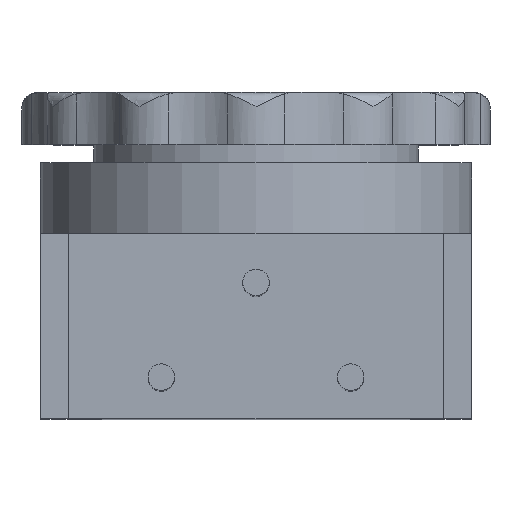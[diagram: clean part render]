
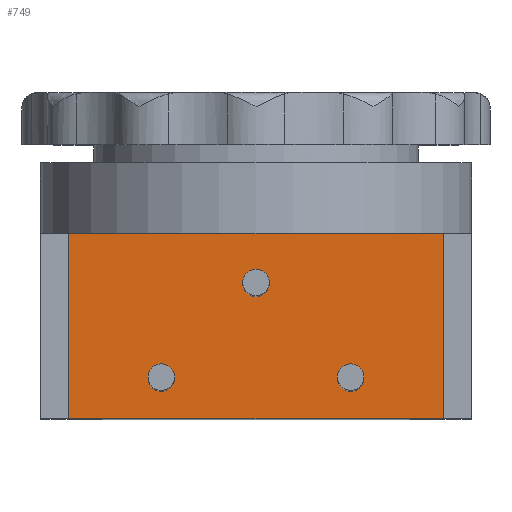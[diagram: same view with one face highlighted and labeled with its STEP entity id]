
A CAD part, top view. The second image highlights one B-rep face of the part: STEP entity #749.
In plain terms, the highlighted planar face has unit normal (0, 0, 1).
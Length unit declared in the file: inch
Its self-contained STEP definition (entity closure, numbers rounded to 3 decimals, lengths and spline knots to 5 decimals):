
#58=DIRECTION('',(-1.,0.,0.));
#59=VECTOR('',#58,0.396);
#60=CARTESIAN_POINT('',(0.198,0.196,0.277));
#61=LINE('',#60,#59);
#133=DIRECTION('',(0.,-1.,0.));
#134=VECTOR('',#133,0.196);
#135=CARTESIAN_POINT('',(-0.198,0.196,0.277));
#136=LINE('',#135,#134);
#137=DIRECTION('',(-1.,0.,0.));
#138=VECTOR('',#137,0.396);
#139=CARTESIAN_POINT('',(0.198,0.,0.277));
#140=LINE('',#139,#138);
#141=DIRECTION('',(0.,-1.,0.));
#142=VECTOR('',#141,0.196);
#143=CARTESIAN_POINT('',(0.198,0.196,0.277));
#144=LINE('',#143,#142);
#145=CARTESIAN_POINT('',(-0.1,0.043,0.277));
#146=DIRECTION('',(0.,0.,1.));
#147=DIRECTION('',(1.,0.,0.));
#148=AXIS2_PLACEMENT_3D('',#145,#146,#147);
#150=CARTESIAN_POINT('',(-0.1,0.043,0.277));
#151=DIRECTION('',(0.,0.,1.));
#152=DIRECTION('',(-1.,0.,0.));
#153=AXIS2_PLACEMENT_3D('',#150,#151,#152);
#155=CARTESIAN_POINT('',(0.,0.143,0.277));
#156=DIRECTION('',(0.,0.,1.));
#157=DIRECTION('',(1.,0.,0.));
#158=AXIS2_PLACEMENT_3D('',#155,#156,#157);
#160=CARTESIAN_POINT('',(0.,0.143,0.277));
#161=DIRECTION('',(0.,0.,1.));
#162=DIRECTION('',(-1.,0.,0.));
#163=AXIS2_PLACEMENT_3D('',#160,#161,#162);
#165=CARTESIAN_POINT('',(0.1,0.043,0.277));
#166=DIRECTION('',(0.,0.,1.));
#167=DIRECTION('',(1.,0.,0.));
#168=AXIS2_PLACEMENT_3D('',#165,#166,#167);
#170=CARTESIAN_POINT('',(0.1,0.043,0.277));
#171=DIRECTION('',(0.,0.,1.));
#172=DIRECTION('',(-1.,0.,0.));
#173=AXIS2_PLACEMENT_3D('',#170,#171,#172);
#429=CARTESIAN_POINT('',(0.198,0.196,0.277));
#430=VERTEX_POINT('',#429);
#431=CARTESIAN_POINT('',(-0.198,0.196,0.277));
#432=VERTEX_POINT('',#431);
#443=CARTESIAN_POINT('',(-0.198,0.,0.277));
#444=VERTEX_POINT('',#443);
#445=CARTESIAN_POINT('',(0.198,0.,0.277));
#446=VERTEX_POINT('',#445);
#463=CARTESIAN_POINT('',(-0.086,0.043,0.277));
#464=CARTESIAN_POINT('',(-0.114,0.043,0.277));
#465=VERTEX_POINT('',#463);
#466=VERTEX_POINT('',#464);
#467=CARTESIAN_POINT('',(0.014,0.143,0.277));
#468=CARTESIAN_POINT('',(-0.014,0.143,0.277));
#469=VERTEX_POINT('',#467);
#470=VERTEX_POINT('',#468);
#471=CARTESIAN_POINT('',(0.114,0.043,0.277));
#472=CARTESIAN_POINT('',(0.086,0.043,0.277));
#473=VERTEX_POINT('',#471);
#474=VERTEX_POINT('',#472);
#719=CARTESIAN_POINT('',(-0.198,0.,0.277));
#720=DIRECTION('',(0.,0.,1.));
#721=DIRECTION('',(1.,0.,0.));
#722=AXIS2_PLACEMENT_3D('',#719,#720,#721);
#723=PLANE('',#722);
#724=ORIENTED_EDGE('',*,*,#650,.T.);
#725=ORIENTED_EDGE('',*,*,#714,.F.);
#726=ORIENTED_EDGE('',*,*,#602,.F.);
#728=ORIENTED_EDGE('',*,*,#727,.T.);
#729=EDGE_LOOP('',(#724,#725,#726,#728));
#730=FACE_OUTER_BOUND('',#729,.F.);
#732=ORIENTED_EDGE('',*,*,#731,.T.);
#734=ORIENTED_EDGE('',*,*,#733,.T.);
#735=EDGE_LOOP('',(#732,#734));
#736=FACE_BOUND('',#735,.F.);
#738=ORIENTED_EDGE('',*,*,#737,.T.);
#740=ORIENTED_EDGE('',*,*,#739,.T.);
#741=EDGE_LOOP('',(#738,#740));
#742=FACE_BOUND('',#741,.F.);
#744=ORIENTED_EDGE('',*,*,#743,.T.);
#746=ORIENTED_EDGE('',*,*,#745,.T.);
#747=EDGE_LOOP('',(#744,#746));
#748=FACE_BOUND('',#747,.F.);
#749=ADVANCED_FACE('',(#730,#736,#742,#748),#723,.T.);
#149=CIRCLE('',#148,0.014);
#154=CIRCLE('',#153,0.014);
#159=CIRCLE('',#158,0.014);
#164=CIRCLE('',#163,0.014);
#169=CIRCLE('',#168,0.014);
#174=CIRCLE('',#173,0.014);
#602=EDGE_CURVE('',#430,#432,#61,.T.);
#650=EDGE_CURVE('',#446,#444,#140,.T.);
#714=EDGE_CURVE('',#432,#444,#136,.T.);
#727=EDGE_CURVE('',#430,#446,#144,.T.);
#731=EDGE_CURVE('',#465,#466,#149,.T.);
#733=EDGE_CURVE('',#466,#465,#154,.T.);
#737=EDGE_CURVE('',#469,#470,#159,.T.);
#739=EDGE_CURVE('',#470,#469,#164,.T.);
#743=EDGE_CURVE('',#473,#474,#169,.T.);
#745=EDGE_CURVE('',#474,#473,#174,.T.);
